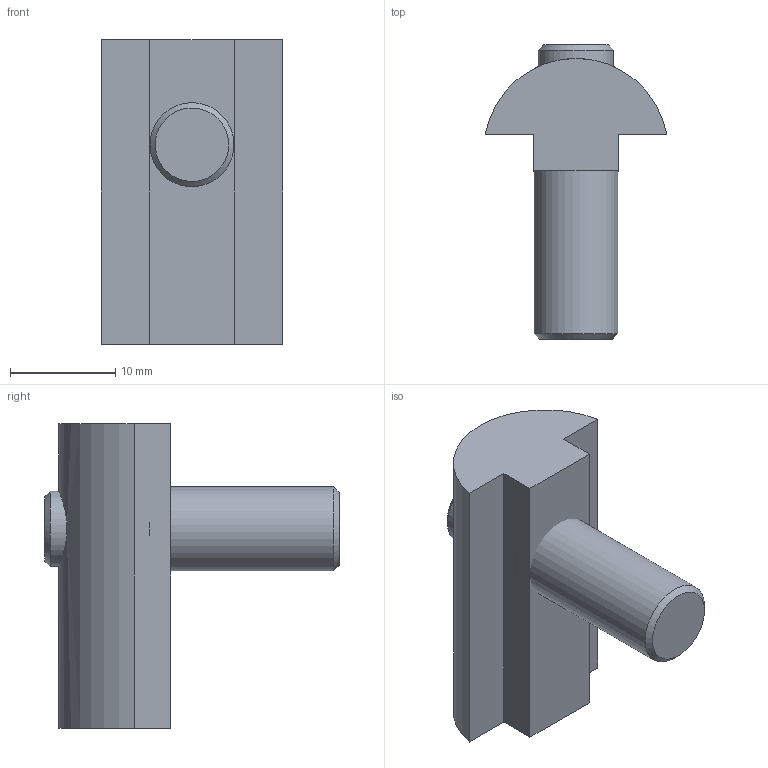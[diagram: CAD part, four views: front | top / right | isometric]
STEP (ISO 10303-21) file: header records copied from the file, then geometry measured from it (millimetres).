
FILE_DESCRIPTION(/* description */ (''),/* implementation_level */ '2;1');
FILE_NAME(/* name */ '13041_KriTec_Zentralverbinder_8_Form_GC.stp',/* time_stamp */ '2014-06-03T11:59:46+02:00',/* author */ ('kostic'),/* organization */ (''),/* preprocessor_version */ 'ST-DEVELOPER v15.2',/* originating_system */ 'Autodesk Inventor 2014',/* authorisation */ '');
FILE_SCHEMA (('AUTOMOTIVE_DESIGN { 1 0 10303 214 3 1 1 }'));
Length unit declared in the file: millimetre
Products named in the file (4): Kopf Zentralverbinder; Bolzen Zentralverbinder; DIN 914 - M8 x 16; 13041_KriTec_Zentralverbinder_8_Form_GC
Bounding box: 17.25 x 28 x 29 mm (x, y, z)
Volume: 4472.5 mm3; surface area: 3336.9 mm2
Topology: 3 solids, 3 shells, 30 faces, 64 edges, 41 vertices
Faces by surface type: plane 18, cone 6, cylinder 6
Full cylindrical faces by diameter (mm): 6.647 x1, 7.2 x1, 7.3 x1, 8 x2
Entity records: 890 total; most frequent: CARTESIAN_POINT 221, DIRECTION 132, ORIENTED_EDGE 102, AXIS2_PLACEMENT_3D 52, EDGE_CURVE 51, EDGE_LOOP 46, VERTEX_POINT 39, ADVANCED_FACE 30
